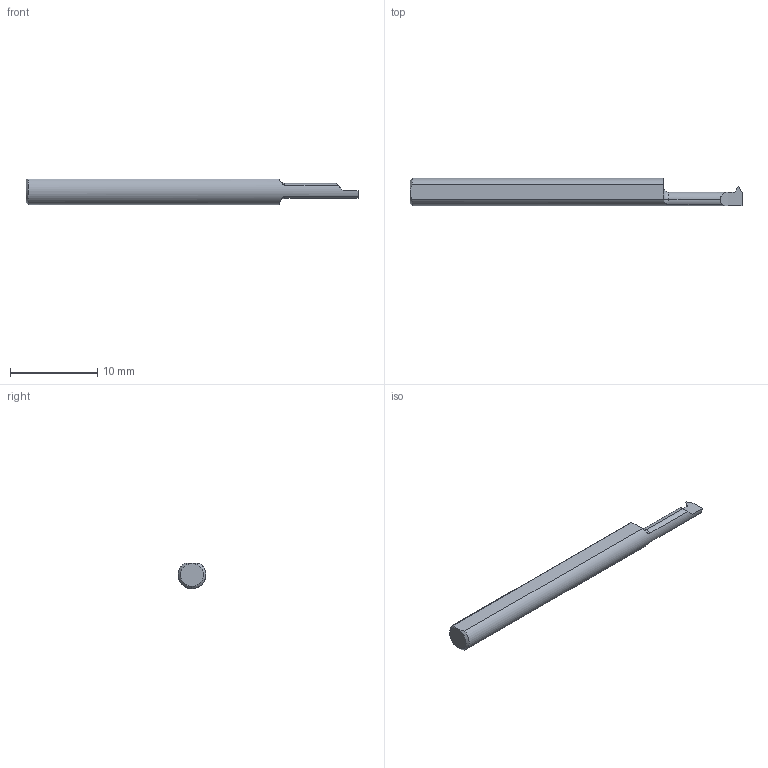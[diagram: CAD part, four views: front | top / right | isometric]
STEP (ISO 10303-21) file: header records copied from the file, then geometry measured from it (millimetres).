
FILE_DESCRIPTION (( 'STEP AP203' ), '1' );
FILE_NAME ('230043-TT090300.STEP', '2025-04-25T21:35:14', ( '' ), ( '' ), 'SwSTEP 2.0', 'SolidWorks 2024', '' );
FILE_SCHEMA (( 'CONFIG_CONTROL_DESIGN' ));
Length unit declared in the file: inch
Products named in the file (1): 230043-TT090300
Bounding box: 38.1 x 3.17 x 2.91 mm (x, y, z)
Volume: 237.9 mm3; surface area: 345.1 mm2
Topology: 1 solids, 1 shells, 27 faces, 67 edges, 42 vertices
Faces by surface type: plane 18, cylinder 4, torus 3, cone 2
Entity records: 895 total; most frequent: CARTESIAN_POINT 200, ORIENTED_EDGE 134, DIRECTION 122, EDGE_CURVE 67, AXIS2_PLACEMENT_3D 42, VERTEX_POINT 42, LINE 38, VECTOR 38
